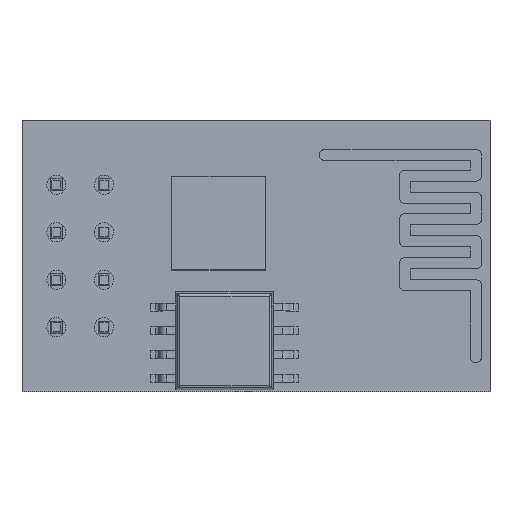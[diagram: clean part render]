
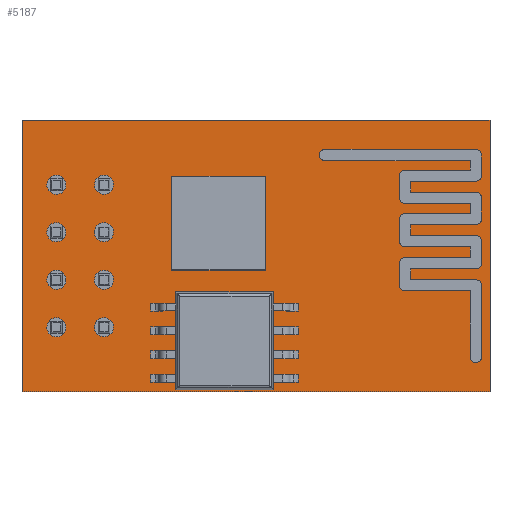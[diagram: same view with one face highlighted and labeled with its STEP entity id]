
A CAD part, top view. The second image highlights one B-rep face of the part: STEP entity #5187.
In plain terms, the highlighted planar face has unit normal (0, 0, 1).
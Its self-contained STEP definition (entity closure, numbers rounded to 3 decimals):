
#111=FACE_BOUND('',#659,.T.);
#112=FACE_BOUND('',#660,.T.);
#113=FACE_BOUND('',#661,.T.);
#114=FACE_BOUND('',#662,.T.);
#115=FACE_BOUND('',#663,.T.);
#116=FACE_BOUND('',#664,.T.);
#117=FACE_BOUND('',#665,.T.);
#118=FACE_BOUND('',#666,.T.);
#140=PLANE('',#5561);
#364=FACE_OUTER_BOUND('',#658,.T.);
#658=EDGE_LOOP('',(#3634,#3635,#3636,#3637));
#659=EDGE_LOOP('',(#3638));
#660=EDGE_LOOP('',(#3639));
#661=EDGE_LOOP('',(#3640));
#662=EDGE_LOOP('',(#3641));
#663=EDGE_LOOP('',(#3642));
#664=EDGE_LOOP('',(#3643));
#665=EDGE_LOOP('',(#3644));
#666=EDGE_LOOP('',(#3645));
#966=LINE('',#7472,#1606);
#969=LINE('',#7478,#1609);
#972=LINE('',#7484,#1612);
#974=LINE('',#7487,#1614);
#1606=VECTOR('',#5984,1.);
#1609=VECTOR('',#5989,1.);
#1612=VECTOR('',#5994,1.);
#1614=VECTOR('',#5998,1.);
#2243=CIRCLE('',#5548,0.51);
#2251=CIRCLE('',#5562,0.51);
#2252=CIRCLE('',#5563,0.51);
#2253=CIRCLE('',#5564,0.51);
#2254=CIRCLE('',#5565,0.51);
#2255=CIRCLE('',#5566,0.51);
#2256=CIRCLE('',#5567,0.51);
#2257=CIRCLE('',#5568,0.51);
#2353=VERTEX_POINT('',#7461);
#2355=VERTEX_POINT('',#7466);
#2357=VERTEX_POINT('',#7470);
#2359=VERTEX_POINT('',#7476);
#2361=VERTEX_POINT('',#7482);
#2369=VERTEX_POINT('',#7504);
#2370=VERTEX_POINT('',#7506);
#2371=VERTEX_POINT('',#7508);
#2372=VERTEX_POINT('',#7510);
#2373=VERTEX_POINT('',#7512);
#2374=VERTEX_POINT('',#7514);
#2375=VERTEX_POINT('',#7516);
#2846=EDGE_CURVE('',#2353,#2353,#2243,.T.);
#2850=EDGE_CURVE('',#2355,#2357,#966,.T.);
#2853=EDGE_CURVE('',#2357,#2359,#969,.T.);
#2856=EDGE_CURVE('',#2359,#2361,#972,.T.);
#2858=EDGE_CURVE('',#2361,#2355,#974,.T.);
#2866=EDGE_CURVE('',#2369,#2369,#2251,.T.);
#2867=EDGE_CURVE('',#2370,#2370,#2252,.T.);
#2868=EDGE_CURVE('',#2371,#2371,#2253,.T.);
#2869=EDGE_CURVE('',#2372,#2372,#2254,.T.);
#2870=EDGE_CURVE('',#2373,#2373,#2255,.T.);
#2871=EDGE_CURVE('',#2374,#2374,#2256,.T.);
#2872=EDGE_CURVE('',#2375,#2375,#2257,.T.);
#3634=ORIENTED_EDGE('',*,*,#2850,.T.);
#3635=ORIENTED_EDGE('',*,*,#2853,.T.);
#3636=ORIENTED_EDGE('',*,*,#2856,.T.);
#3637=ORIENTED_EDGE('',*,*,#2858,.T.);
#3638=ORIENTED_EDGE('',*,*,#2866,.F.);
#3639=ORIENTED_EDGE('',*,*,#2846,.F.);
#3640=ORIENTED_EDGE('',*,*,#2867,.F.);
#3641=ORIENTED_EDGE('',*,*,#2868,.F.);
#3642=ORIENTED_EDGE('',*,*,#2869,.F.);
#3643=ORIENTED_EDGE('',*,*,#2870,.F.);
#3644=ORIENTED_EDGE('',*,*,#2871,.F.);
#3645=ORIENTED_EDGE('',*,*,#2872,.F.);
#5187=ADVANCED_FACE('',(#364,#111,#112,#113,#114,#115,#116,#117,#118),#140,
 .T.);
#5548=AXIS2_PLACEMENT_3D('',#7463,#5977,#5978);
#5561=AXIS2_PLACEMENT_3D('',#7503,#6015,#6016);
#5562=AXIS2_PLACEMENT_3D('',#7505,#6017,#6018);
#5563=AXIS2_PLACEMENT_3D('',#7507,#6019,#6020);
#5564=AXIS2_PLACEMENT_3D('',#7509,#6021,#6022);
#5565=AXIS2_PLACEMENT_3D('',#7511,#6023,#6024);
#5566=AXIS2_PLACEMENT_3D('',#7513,#6025,#6026);
#5567=AXIS2_PLACEMENT_3D('',#7515,#6027,#6028);
#5568=AXIS2_PLACEMENT_3D('',#7517,#6029,#6030);
#5977=DIRECTION('center_axis',(0.,0.,1.));
#5978=DIRECTION('ref_axis',(-1.,0.,0.));
#5984=DIRECTION('',(1.,0.,0.));
#5989=DIRECTION('',(0.,1.,0.));
#5994=DIRECTION('',(-1.,0.,0.));
#5998=DIRECTION('',(0.,-1.,0.));
#6015=DIRECTION('center_axis',(0.,0.,1.));
#6016=DIRECTION('ref_axis',(1.,0.,0.));
#6017=DIRECTION('center_axis',(0.,0.,1.));
#6018=DIRECTION('ref_axis',(-1.,0.,0.));
#6019=DIRECTION('center_axis',(0.,0.,1.));
#6020=DIRECTION('ref_axis',(-1.,0.,0.));
#6021=DIRECTION('center_axis',(0.,0.,1.));
#6022=DIRECTION('ref_axis',(-1.,0.,0.));
#6023=DIRECTION('center_axis',(0.,0.,1.));
#6024=DIRECTION('ref_axis',(-1.,0.,0.));
#6025=DIRECTION('center_axis',(0.,0.,1.));
#6026=DIRECTION('ref_axis',(-1.,0.,0.));
#6027=DIRECTION('center_axis',(0.,0.,1.));
#6028=DIRECTION('ref_axis',(-1.,0.,0.));
#6029=DIRECTION('center_axis',(0.,0.,1.));
#6030=DIRECTION('ref_axis',(-1.,0.,0.));
#7461=CARTESIAN_POINT('',(1.392,3.195,1.1));
#7463=CARTESIAN_POINT('Origin',(1.839,3.44,1.1));
#7466=CARTESIAN_POINT('',(0.,0.,1.1));
#7470=CARTESIAN_POINT('',(25.,0.,1.1));
#7472=CARTESIAN_POINT('',(12.5,0.,1.1));
#7476=CARTESIAN_POINT('',(25.,14.5,1.1));
#7478=CARTESIAN_POINT('',(25.,7.25,1.1));
#7482=CARTESIAN_POINT('',(0.,14.5,1.1));
#7484=CARTESIAN_POINT('',(12.5,14.5,1.1));
#7487=CARTESIAN_POINT('',(0.,7.25,1.1));
#7503=CARTESIAN_POINT('Origin',(0.,0.,1.1));
#7504=CARTESIAN_POINT('',(3.932,3.195,1.1));
#7505=CARTESIAN_POINT('Origin',(4.379,3.44,1.1));
#7506=CARTESIAN_POINT('',(1.392,5.735,1.1));
#7507=CARTESIAN_POINT('Origin',(1.839,5.98,1.1));
#7508=CARTESIAN_POINT('',(3.932,5.735,1.1));
#7509=CARTESIAN_POINT('Origin',(4.379,5.98,1.1));
#7510=CARTESIAN_POINT('',(1.392,8.275,1.1));
#7511=CARTESIAN_POINT('Origin',(1.839,8.52,1.1));
#7512=CARTESIAN_POINT('',(3.932,8.275,1.1));
#7513=CARTESIAN_POINT('Origin',(4.379,8.52,1.1));
#7514=CARTESIAN_POINT('',(1.392,10.815,1.1));
#7515=CARTESIAN_POINT('Origin',(1.839,11.06,1.1));
#7516=CARTESIAN_POINT('',(3.932,10.815,1.1));
#7517=CARTESIAN_POINT('Origin',(4.379,11.06,1.1));
